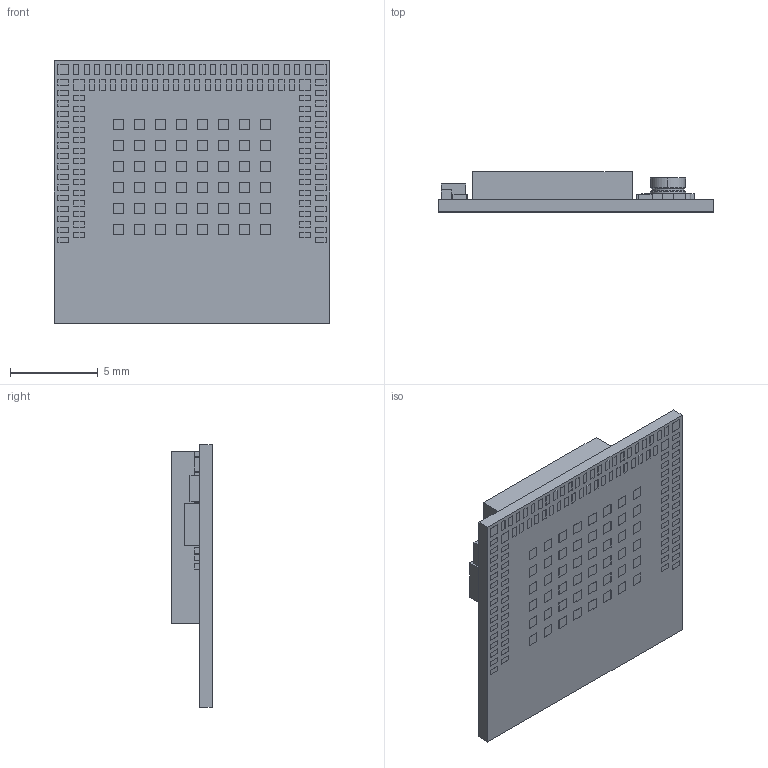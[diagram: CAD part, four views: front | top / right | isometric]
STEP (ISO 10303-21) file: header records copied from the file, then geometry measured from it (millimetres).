
FILE_DESCRIPTION (( 'STEP AP214' ), '1' );
FILE_NAME ('RS9116N-DB00-CC1.STEP', '2019-02-19T00:07:41', ( '' ), ( '' ), 'SwSTEP 2.0', 'SolidWorks 2018', '' );
FILE_SCHEMA (( 'AUTOMOTIVE_DESIGN' ));
Length unit declared in the file: millimetre
Products named in the file (4): M7_DB_ANTENNA.STEP; CC2.STEP; RS9116N-DB00-CC1; RS9116-CC1.STEP
Assembly tree (3 placements, depth 3):
  RS9116N-DB00-CC1
    RS9116-CC1.STEP
      M7_DB_ANTENNA.STEP
      CC2.STEP
Bounding box: 15.7 x 2.31 x 15 mm (x, y, z)
Volume: 316.8 mm3; surface area: 753 mm2
Topology: 163 solids, 163 shells, 1205 faces, 2525 edges, 1680 vertices
Faces by surface type: plane 1165, bspline 18, cylinder 16, cone 4, torus 2
Entity records: 35287 total; most frequent: CARTESIAN_POINT 6827, ORIENTED_EDGE 5050, DIRECTION 4917, EDGE_CURVE 2525, LINE 2449, VECTOR 2449, VERTEX_POINT 1680, EDGE_LOOP 1239
